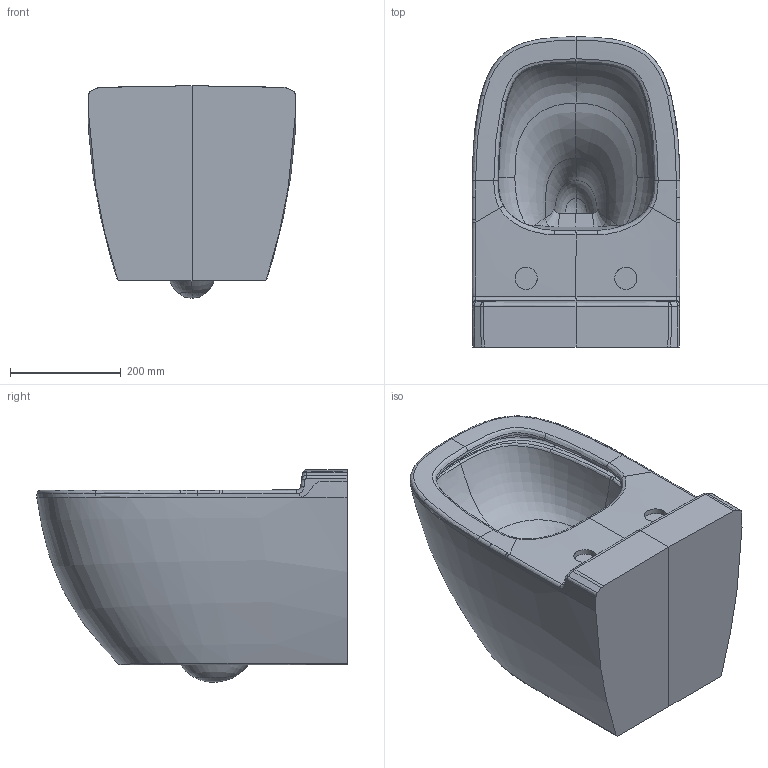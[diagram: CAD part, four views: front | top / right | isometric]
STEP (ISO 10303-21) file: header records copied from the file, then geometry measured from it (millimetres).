
FILE_DESCRIPTION(/* description */ (''),/* implementation_level */ '2;1');
FILE_NAME(/* name */ '4608R0_ANTHEUS_WWC_081216.stp',/* time_stamp */ '2019-01-08T13:51:10+01:00',/* author */ (''),/* organization */ (''),/* preprocessor_version */ 'ST-DEVELOPER v16',/* originating_system */ 'SIEMENS PLM Software NX 10.0',/* authorisation */ '');
FILE_SCHEMA (('AUTOMOTIVE_DESIGN { 1 0 10303 214 3 1 1 1 }'));
Products named in the file (1): Sier0EC8D7DE01qg
Bounding box: 375 x 560 x 383.42 mm (x, y, z)
Volume: 37609662.6 mm3; surface area: 1056985.7 mm2
Topology: 1 solids, 1 shells, 192 faces, 541 edges, 347 vertices
Faces by surface type: bspline 176, plane 10, extrusion 4, cylinder 2
Full cylindrical faces by diameter (mm): 40 x2
Entity records: 34374 total; most frequent: CARTESIAN_POINT 31088, ORIENTED_EDGE 1062, EDGE_CURVE 531, B_SPLINE_CURVE_WITH_KNOTS 420, VERTEX_POINT 345, EDGE_LOOP 196, ADVANCED_FACE 192, FACE_OUTER_BOUND 188
